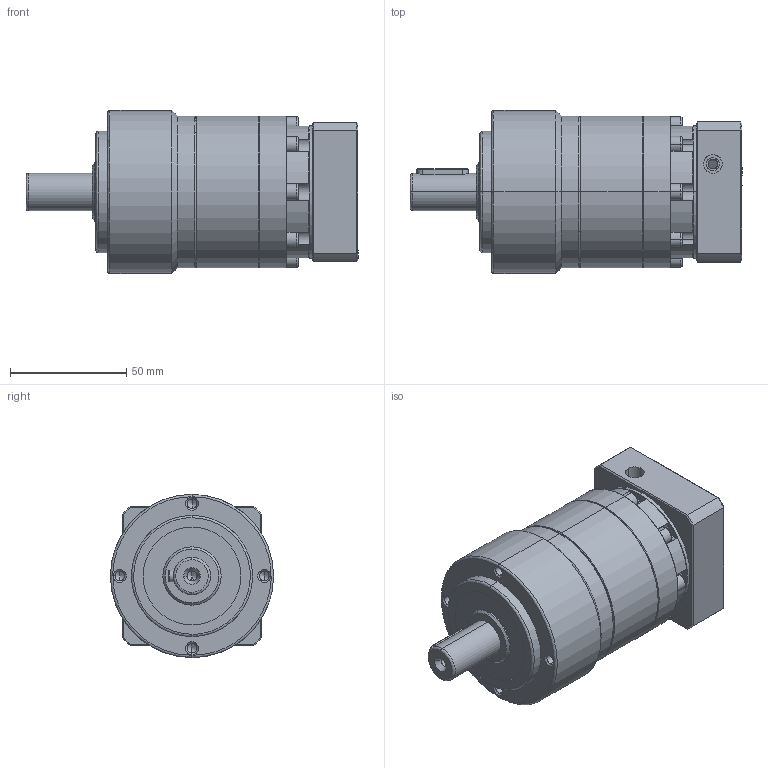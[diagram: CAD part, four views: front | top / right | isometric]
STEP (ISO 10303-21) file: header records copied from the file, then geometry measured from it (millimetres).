
FILE_DESCRIPTION (( 'STEP AP214' ), '1' );
FILE_NAME ('PE070-L2-14-50-70-M4-M5.STEP', '2024-01-06T03:19:44', ( 'admin' ), ( '' ), 'SwSTEP 2.0', 'SolidWorks 2013', '' );
FILE_SCHEMA (( 'AUTOMOTIVE_DESIGN' ));
Length unit declared in the file: millimetre
Products named in the file (4): PE070-L2-14-50-70-M4-M5; PB060-L2_X2_58F34F537AEF_X0_-14; 60_X2_8F9351656CD55170_X0_-50-70M4; PE070_X2_8F9351FA7AEF_X0_
Assembly tree (3 placements, depth 2):
  PE070-L2-14-50-70-M4-M5
    PB060-L2_X2_58F34F537AEF_X0_-14
    60_X2_8F9351656CD55170_X0_-50-70M4
    PE070_X2_8F9351FA7AEF_X0_
Bounding box: 142.5 x 70 x 70 mm (x, y, z)
Volume: 307391.6 mm3; surface area: 67294.2 mm2
Topology: 4 solids, 4 shells, 643 faces, 1523 edges, 904 vertices
Faces by surface type: plane 232, cylinder 211, cone 159, bspline 41
Entity records: 26532 total; most frequent: CARTESIAN_POINT 4789, DIRECTION 3135, ORIENTED_EDGE 2922, EDGE_CURVE 1461, AXIS2_PLACEMENT_3D 1188, VERTEX_POINT 904, VECTOR 759, LINE 759
